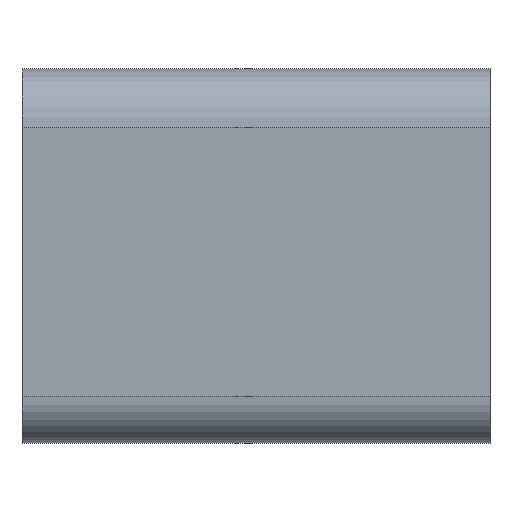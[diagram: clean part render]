
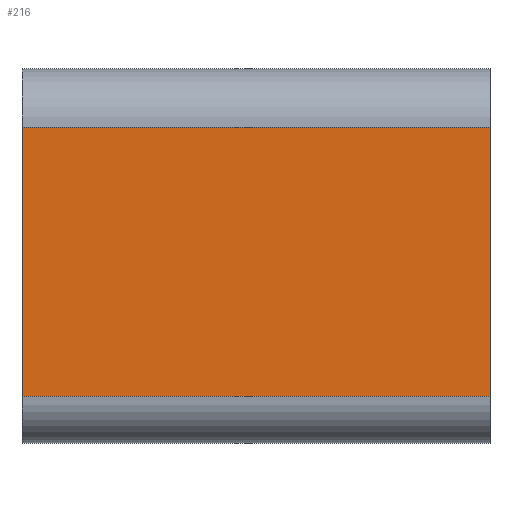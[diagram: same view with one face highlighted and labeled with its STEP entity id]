
A CAD part, left-side view. The second image highlights one B-rep face of the part: STEP entity #216.
In plain terms, the highlighted planar face has unit normal (-1, 0, 0).
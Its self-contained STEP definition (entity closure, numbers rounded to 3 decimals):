
#15=PLANE('',#244);
#25=FACE_OUTER_BOUND('',#37,.T.);
#37=EDGE_LOOP('',(#156,#157,#158,#159));
#48=LINE('',#327,#72);
#50=LINE('',#333,#74);
#51=LINE('',#335,#75);
#52=LINE('',#336,#76);
#72=VECTOR('',#265,10.);
#74=VECTOR('',#271,10.);
#75=VECTOR('',#272,10.);
#76=VECTOR('',#273,10.);
#103=VERTEX_POINT('',#324);
#104=VERTEX_POINT('',#326);
#106=VERTEX_POINT('',#332);
#107=VERTEX_POINT('',#334);
#123=EDGE_CURVE('',#103,#104,#48,.T.);
#126=EDGE_CURVE('',#106,#103,#50,.T.);
#127=EDGE_CURVE('',#107,#106,#51,.T.);
#128=EDGE_CURVE('',#107,#104,#52,.T.);
#156=ORIENTED_EDGE('',*,*,#123,.F.);
#157=ORIENTED_EDGE('',*,*,#126,.F.);
#158=ORIENTED_EDGE('',*,*,#127,.F.);
#159=ORIENTED_EDGE('',*,*,#128,.T.);
#216=ADVANCED_FACE('',(#25),#15,.T.);
#244=AXIS2_PLACEMENT_3D('',#331,#269,#270);
#265=DIRECTION('',(0.,-1.,0.));
#269=DIRECTION('center_axis',(-1.,0.,0.));
#270=DIRECTION('ref_axis',(0.,0.,1.));
#271=DIRECTION('',(0.,0.,1.));
#272=DIRECTION('',(0.,1.,0.));
#273=DIRECTION('',(0.,0.,1.));
#324=CARTESIAN_POINT('',(0.,40.,27.));
#326=CARTESIAN_POINT('',(0.,0.,27.));
#327=CARTESIAN_POINT('',(0.,0.,27.));
#331=CARTESIAN_POINT('Origin',(0.,0.,0.));
#332=CARTESIAN_POINT('',(0.,40.,4.));
#333=CARTESIAN_POINT('',(0.,40.,0.));
#334=CARTESIAN_POINT('',(0.,0.,4.));
#335=CARTESIAN_POINT('',(0.,0.,4.));
#336=CARTESIAN_POINT('',(0.,0.,0.));
